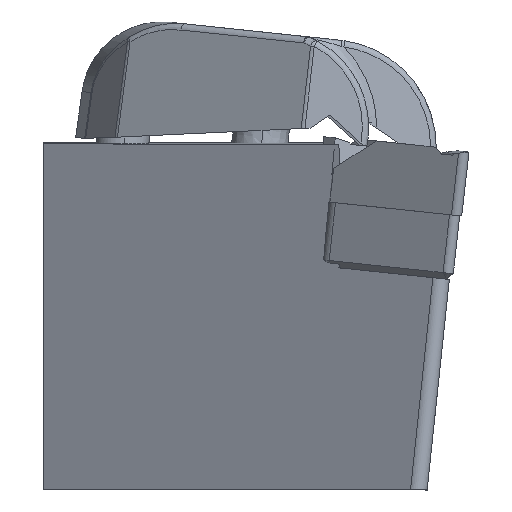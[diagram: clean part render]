
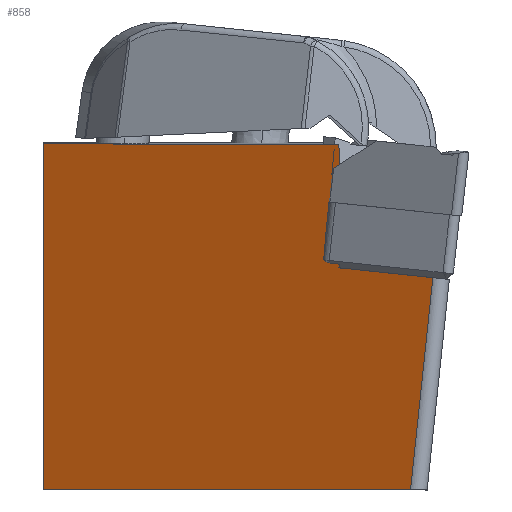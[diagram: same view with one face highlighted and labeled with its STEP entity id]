
A CAD part, left-side view. The second image highlights one B-rep face of the part: STEP entity #858.
In plain terms, the highlighted planar face has unit normal (-0.848, 0.527, 0.055).
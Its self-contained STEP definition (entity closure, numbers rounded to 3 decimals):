
#90 = CARTESIAN_POINT ( 'NONE',  ( 7.492, -20.874, -6.358 ) ) ;
#222 = DIRECTION ( 'NONE',  ( 0.079, 0.022, 0.997 ) ) ;
#491 = ORIENTED_EDGE ( 'NONE', *, *, #1075, .T. ) ;
#588 = AXIS2_PLACEMENT_3D ( 'NONE', #1213, #4237, #6584 ) ;
#640 = LINE ( 'NONE', #9320, #4939 ) ;
#668 = VECTOR ( 'NONE', #2097, 1000. ) ;
#669 = CARTESIAN_POINT ( 'NONE',  ( 6.974, -21.977, -3.79 ) ) ;
#706 = LINE ( 'NONE', #1000, #7828 ) ;
#858 = ADVANCED_FACE ( 'NONE', ( #3648 ), #5662, .F. ) ;
#859 = CARTESIAN_POINT ( 'NONE',  ( 7.492, -20.979, -5.366 ) ) ;
#872 = CARTESIAN_POINT ( 'NONE',  ( 7.492, -45.422, 227.194 ) ) ;
#925 = EDGE_CURVE ( 'NONE', #4711, #6197, #2488, .T. ) ;
#926 = ORIENTED_EDGE ( 'NONE', *, *, #3164, .T. ) ;
#946 = ORIENTED_EDGE ( 'NONE', *, *, #5182, .T. ) ;
#1000 = CARTESIAN_POINT ( 'NONE',  ( 22.861, 3.792, -5.593 ) ) ;
#1069 = DIRECTION ( 'NONE',  ( 0.53, 0.844, 0.089 ) ) ;
#1075 = EDGE_CURVE ( 'NONE', #5217, #9561, #2481, .T. ) ;
#1213 = CARTESIAN_POINT ( 'NONE',  ( 22.861, -20.945, 229.767 ) ) ;
#1300 = VERTEX_POINT ( 'NONE', #5585 ) ;
#1390 = EDGE_LOOP ( 'NONE', ( #926, #491, #8363, #5623, #5641, #7863, #1608, #2027, #8262, #946, #4396, #2024 ) ) ;
#1608 = ORIENTED_EDGE ( 'NONE', *, *, #9762, .F. ) ;
#1724 = DIRECTION ( 'NONE',  ( 0., -0.105, 0.995 ) ) ;
#1773 = EDGE_CURVE ( 'NONE', #9561, #6197, #640, .T. ) ;
#1779 = LINE ( 'NONE', #3093, #7595 ) ;
#2024 = ORIENTED_EDGE ( 'NONE', *, *, #5728, .T. ) ;
#2027 = ORIENTED_EDGE ( 'NONE', *, *, #7307, .F. ) ;
#2044 = CARTESIAN_POINT ( 'NONE',  ( 7.492, -20.979, -5.366 ) ) ;
#2097 = DIRECTION ( 'NONE',  ( -0.528, -0.849, -0.003 ) ) ;
#2325 = VERTEX_POINT ( 'NONE', #6783 ) ;
#2481 = LINE ( 'NONE', #7449, #7785 ) ;
#2488 = LINE ( 'NONE', #4275, #668 ) ;
#2591 = VECTOR ( 'NONE', #8283, 1000. ) ;
#2646 = LINE ( 'NONE', #8110, #8904 ) ;
#2879 = LINE ( 'NONE', #872, #5108 ) ;
#3076 = LINE ( 'NONE', #8415, #7434 ) ;
#3093 = CARTESIAN_POINT ( 'NONE',  ( 19.794, 0., -16.501 ) ) ;
#3164 = EDGE_CURVE ( 'NONE', #9057, #5217, #2879, .T. ) ;
#3648 = FACE_OUTER_BOUND ( 'NONE', #1390, .T. ) ;
#3778 = DIRECTION ( 'NONE',  ( -0.53, -0.844, -0.089 ) ) ;
#3809 = VERTEX_POINT ( 'NONE', #9779 ) ;
#3822 = CARTESIAN_POINT ( 'NONE',  ( 7.46, -20.758, -7.962 ) ) ;
#4111 = CARTESIAN_POINT ( 'NONE',  ( 20.91, 0., 0.608 ) ) ;
#4181 = CARTESIAN_POINT ( 'NONE',  ( 6.705, -21.909, -8.569 ) ) ;
#4237 = DIRECTION ( 'NONE',  ( 0.848, -0.527, -0.055 ) ) ;
#4275 = CARTESIAN_POINT ( 'NONE',  ( 15.086, -9.375, 0.574 ) ) ;
#4396 = ORIENTED_EDGE ( 'NONE', *, *, #6593, .T. ) ;
#4610 = CARTESIAN_POINT ( 'NONE',  ( 7.362, -20.901, -8.091 ) ) ;
#4666 = CARTESIAN_POINT ( 'NONE',  ( 7.481, -20.8, -7.23 ) ) ;
#4711 = VERTEX_POINT ( 'NONE', #4111 ) ;
#4736 = EDGE_CURVE ( 'NONE', #2325, #1300, #6291, .T. ) ;
#4939 = VECTOR ( 'NONE', #222, 1000. ) ;
#5066 = DIRECTION ( 'NONE',  ( -0.53, -0.844, -0.089 ) ) ;
#5108 = VECTOR ( 'NONE', #1724, 1000. ) ;
#5182 = EDGE_CURVE ( 'NONE', #6863, #8560, #706, .T. ) ;
#5217 = VERTEX_POINT ( 'NONE', #7105 ) ;
#5249 = VECTOR ( 'NONE', #5763, 1000. ) ;
#5585 = CARTESIAN_POINT ( 'NONE',  ( 2.357, -27.183, -25. ) ) ;
#5623 = ORIENTED_EDGE ( 'NONE', *, *, #925, .F. ) ;
#5641 = ORIENTED_EDGE ( 'NONE', *, *, #5678, .T. ) ;
#5662 = PLANE ( 'NONE',  #588 ) ;
#5678 = EDGE_CURVE ( 'NONE', #4711, #2325, #1779, .T. ) ;
#5728 = EDGE_CURVE ( 'NONE', #7053, #9057, #7028, .T. ) ;
#5763 = DIRECTION ( 'NONE',  ( -0.528, -0.85, 0. ) ) ;
#6144 = DIRECTION ( 'NONE',  ( 0., 0.105, -0.995 ) ) ;
#6197 = VERTEX_POINT ( 'NONE', #6873 ) ;
#6291 = LINE ( 'NONE', #8832, #5249 ) ;
#6438 = CARTESIAN_POINT ( 'NONE',  ( 7.14, -21.244, -8.224 ) ) ;
#6584 = DIRECTION ( 'NONE',  ( 0.528, 0.85, 0. ) ) ;
#6593 = EDGE_CURVE ( 'NONE', #8560, #7053, #8968, .T. ) ;
#6783 = CARTESIAN_POINT ( 'NONE',  ( 19.239, 0., -25. ) ) ;
#6863 = VERTEX_POINT ( 'NONE', #8056 ) ;
#6873 = CARTESIAN_POINT ( 'NONE',  ( 7.315, -21.883, 0.53 ) ) ;
#7020 = CARTESIAN_POINT ( 'NONE',  ( 7.46, -20.758, -7.962 ) ) ;
#7028 =( BOUNDED_CURVE ( )  B_SPLINE_CURVE ( 3, ( #9186, #4666, #90, #859 ),
 .UNSPECIFIED., .F., .T. ) 
 B_SPLINE_CURVE_WITH_KNOTS ( ( 4, 4 ),
 ( 3.782, 4.099 ),
 .UNSPECIFIED. ) 
 CURVE ( )  GEOMETRIC_REPRESENTATION_ITEM ( )  RATIONAL_B_SPLINE_CURVE ( ( 1., 0.992, 0.992, 1. ) ) 
 REPRESENTATION_ITEM ( '' )  );
#7053 = VERTEX_POINT ( 'NONE', #7020 ) ;
#7105 = CARTESIAN_POINT ( 'NONE',  ( 7.492, -21.153, -3.703 ) ) ;
#7174 = VERTEX_POINT ( 'NONE', #4181 ) ;
#7307 = EDGE_CURVE ( 'NONE', #7174, #3809, #2646, .T. ) ;
#7434 = VECTOR ( 'NONE', #6144, 1000. ) ;
#7449 = CARTESIAN_POINT ( 'NONE',  ( 22.861, 3.323, -1.131 ) ) ;
#7583 = CARTESIAN_POINT ( 'NONE',  ( 7.256, -21.061, -8.2 ) ) ;
#7595 = VECTOR ( 'NONE', #8471, 1000. ) ;
#7616 = CARTESIAN_POINT ( 'NONE',  ( 7.14, -21.244, -8.224 ) ) ;
#7785 = VECTOR ( 'NONE', #3778, 1000. ) ;
#7828 = VECTOR ( 'NONE', #1069, 1000. ) ;
#7863 = ORIENTED_EDGE ( 'NONE', *, *, #4736, .T. ) ;
#8056 = CARTESIAN_POINT ( 'NONE',  ( 6.721, -21.913, -8.294 ) ) ;
#8110 = CARTESIAN_POINT ( 'NONE',  ( 22.861, 3.82, -5.864 ) ) ;
#8246 = CARTESIAN_POINT ( 'NONE',  ( 20.14, -25.336, 229.857 ) ) ;
#8262 = ORIENTED_EDGE ( 'NONE', *, *, #9634, .F. ) ;
#8283 = DIRECTION ( 'NONE',  ( -0.056, 0.014, -0.998 ) ) ;
#8363 = ORIENTED_EDGE ( 'NONE', *, *, #1773, .T. ) ;
#8415 = CARTESIAN_POINT ( 'NONE',  ( 2.357, -53.599, 226.335 ) ) ;
#8471 = DIRECTION ( 'NONE',  ( -0.065, 0., -0.998 ) ) ;
#8560 = VERTEX_POINT ( 'NONE', #6438 ) ;
#8832 = CARTESIAN_POINT ( 'NONE',  ( 13.884, -8.623, -25. ) ) ;
#8904 = VECTOR ( 'NONE', #5066, 1000. ) ;
#8968 = B_SPLINE_CURVE_WITH_KNOTS ( 'NONE', 3,
 ( #7616, #7583, #4610, #3822 ),
 .UNSPECIFIED., .F., .F.,
 ( 4, 4 ),
 ( 0., 0.001 ),
 .UNSPECIFIED. ) ;
#9057 = VERTEX_POINT ( 'NONE', #2044 ) ;
#9186 = CARTESIAN_POINT ( 'NONE',  ( 7.46, -20.758, -7.962 ) ) ;
#9320 = CARTESIAN_POINT ( 'NONE',  ( 25.351, -16.905, 229.483 ) ) ;
#9561 = VERTEX_POINT ( 'NONE', #669 ) ;
#9634 = EDGE_CURVE ( 'NONE', #6863, #7174, #9799, .T. ) ;
#9762 = EDGE_CURVE ( 'NONE', #3809, #1300, #3076, .T. ) ;
#9779 = CARTESIAN_POINT ( 'NONE',  ( 2.357, -28.834, -9.297 ) ) ;
#9799 = LINE ( 'NONE', #8246, #2591 ) ;
